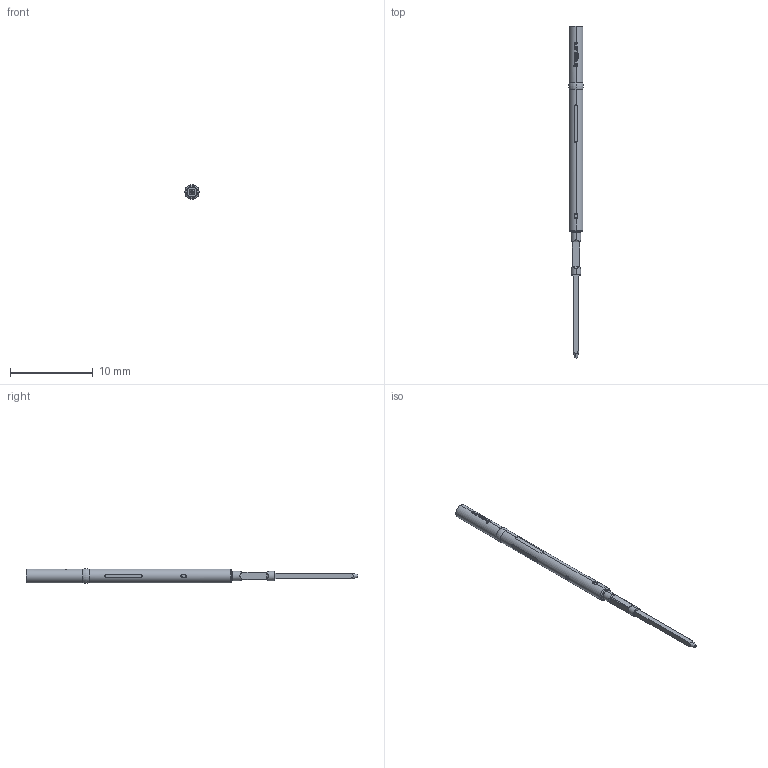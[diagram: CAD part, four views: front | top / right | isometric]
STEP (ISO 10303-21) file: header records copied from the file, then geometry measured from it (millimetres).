
FILE_DESCRIPTION (( 'STEP AP203' ), '1' );
FILE_NAME ('INGUN_KS-100_47_G.STEP', '2025-06-25T09:48:27', ( '' ), ( '' ), 'SwSTEP 2.0', 'SolidWorks 2023', '' );
FILE_SCHEMA (( 'CONFIG_CONTROL_DESIGN' ));
Length unit declared in the file: millimetre
Products named in the file (1): INGUN_KS-100_47_G
Bounding box: 1.79 x 40 x 1.8 mm (x, y, z)
Volume: 62.4 mm3; surface area: 176.5 mm2
Topology: 1 solids, 1 shells, 158 faces, 434 edges, 286 vertices
Faces by surface type: plane 75, bspline 46, cylinder 29, torus 6, cone 2
Entity records: 6326 total; most frequent: CARTESIAN_POINT 2630, ORIENTED_EDGE 868, DIRECTION 614, EDGE_CURVE 434, VERTEX_POINT 286, AXIS2_PLACEMENT_3D 235, EDGE_LOOP 166, FACE_OUTER_BOUND 158
